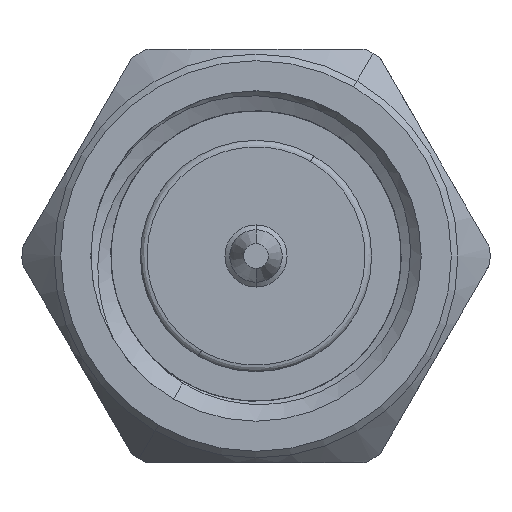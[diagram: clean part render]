
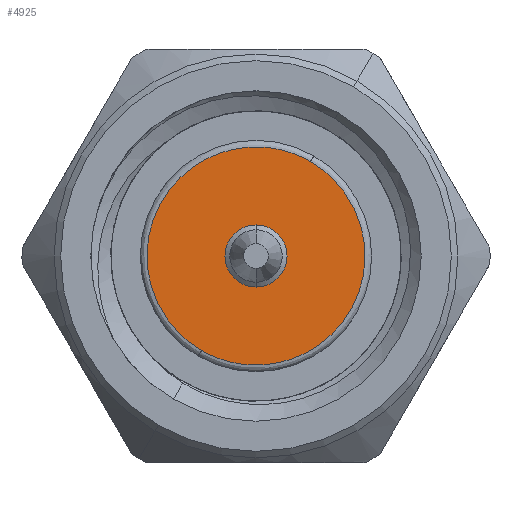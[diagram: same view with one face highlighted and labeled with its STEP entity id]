
A CAD part, left-side view. The second image highlights one B-rep face of the part: STEP entity #4925.
In plain terms, the highlighted planar face has unit normal (-1, 0, 0).
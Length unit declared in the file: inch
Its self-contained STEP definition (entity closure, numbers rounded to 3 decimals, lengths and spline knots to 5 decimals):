
#20 = PLANE ( 'NONE',  #600 ) ;
#262 = CIRCLE ( 'NONE', #4471, 0.0235 ) ;
#331 =( BOUNDED_CURVE ( )  B_SPLINE_CURVE ( 3, ( #1804, #3469, #5152, #4203 ),
 .UNSPECIFIED., .F., .F. ) 
 B_SPLINE_CURVE_WITH_KNOTS ( ( 4, 4 ),
 ( 0., 1. ),
 .UNSPECIFIED. ) 
 CURVE ( )  GEOMETRIC_REPRESENTATION_ITEM ( )  RATIONAL_B_SPLINE_CURVE ( ( 1., 0.333, 0.333, 1. ) ) 
 REPRESENTATION_ITEM ( '' )  );
#467 = EDGE_CURVE ( 'NONE', #2383, #2095, #4116, .T. ) ;
#600 = AXIS2_PLACEMENT_3D ( 'NONE', #2050, #5394, #3276 ) ;
#763 = EDGE_LOOP ( 'NONE', ( #5339, #4906 ) ) ;
#1368 = EDGE_CURVE ( 'NONE', #2095, #2383, #331, .T. ) ;
#1428 = DIRECTION ( 'NONE',  ( 0., 0.5, -0.866 ) ) ;
#1478 = CARTESIAN_POINT ( 'NONE',  ( 0.11, 0., 0. ) ) ;
#1512 = VERTEX_POINT ( 'NONE', #3614 ) ;
#1653 = CARTESIAN_POINT ( 'NONE',  ( 0.11, 0.04125, -0.07145 ) ) ;
#1716 = ORIENTED_EDGE ( 'NONE', *, *, #1909, .F. ) ;
#1804 = CARTESIAN_POINT ( 'NONE',  ( 0.11, 0.04125, -0.07145 ) ) ;
#1813 = CIRCLE ( 'NONE', #1993, 0.0235 ) ;
#1909 = EDGE_CURVE ( 'NONE', #1512, #3953, #262, .T. ) ;
#1993 = AXIS2_PLACEMENT_3D ( 'NONE', #1478, #2277, #3951 ) ;
#2050 = CARTESIAN_POINT ( 'NONE',  ( 0.11, 0., 0. ) ) ;
#2095 = VERTEX_POINT ( 'NONE', #2429 ) ;
#2277 = DIRECTION ( 'NONE',  ( -1., 0., 0. ) ) ;
#2383 = VERTEX_POINT ( 'NONE', #4297 ) ;
#2429 = CARTESIAN_POINT ( 'NONE',  ( 0.11, 0.04125, -0.07145 ) ) ;
#2553 = CARTESIAN_POINT ( 'NONE',  ( 0.11, 0., 0.0235 ) ) ;
#2614 = CARTESIAN_POINT ( 'NONE',  ( 0.11, 0., 0. ) ) ;
#2698 = DIRECTION ( 'NONE',  ( -1., 0., 0. ) ) ;
#2703 = CARTESIAN_POINT ( 'NONE',  ( 0.11, -0.04125, 0.07145 ) ) ;
#2833 = CARTESIAN_POINT ( 'NONE',  ( 0.11, -0.10164, -0.15395 ) ) ;
#2838 = FACE_OUTER_BOUND ( 'NONE', #763, .T. ) ;
#3276 = DIRECTION ( 'NONE',  ( 0., 1., 0. ) ) ;
#3469 = CARTESIAN_POINT ( 'NONE',  ( 0.11, 0.18414, 0.01105 ) ) ;
#3614 = CARTESIAN_POINT ( 'NONE',  ( 0.11, 0., -0.0235 ) ) ;
#3652 = EDGE_CURVE ( 'NONE', #3953, #1512, #1813, .T. ) ;
#3951 = DIRECTION ( 'NONE',  ( 0., 0.5, -0.866 ) ) ;
#3953 = VERTEX_POINT ( 'NONE', #2553 ) ;
#4073 = EDGE_LOOP ( 'NONE', ( #1716, #4802 ) ) ;
#4116 =( BOUNDED_CURVE ( )  B_SPLINE_CURVE ( 3, ( #2703, #4373, #2833, #1653 ),
 .UNSPECIFIED., .F., .F. ) 
 B_SPLINE_CURVE_WITH_KNOTS ( ( 4, 4 ),
 ( 0., 1. ),
 .UNSPECIFIED. ) 
 CURVE ( )  GEOMETRIC_REPRESENTATION_ITEM ( )  RATIONAL_B_SPLINE_CURVE ( ( 1., 0.333, 0.333, 1. ) ) 
 REPRESENTATION_ITEM ( '' )  );
#4203 = CARTESIAN_POINT ( 'NONE',  ( 0.11, -0.04125, 0.07145 ) ) ;
#4297 = CARTESIAN_POINT ( 'NONE',  ( 0.11, -0.04125, 0.07145 ) ) ;
#4373 = CARTESIAN_POINT ( 'NONE',  ( 0.11, -0.18414, -0.01105 ) ) ;
#4471 = AXIS2_PLACEMENT_3D ( 'NONE', #2614, #2698, #1428 ) ;
#4512 = FACE_BOUND ( 'NONE', #4073, .T. ) ;
#4802 = ORIENTED_EDGE ( 'NONE', *, *, #3652, .F. ) ;
#4906 = ORIENTED_EDGE ( 'NONE', *, *, #467, .F. ) ;
#4925 = ADVANCED_FACE ( 'NONE', ( #4512, #2838 ), #20, .F. ) ;
#5152 = CARTESIAN_POINT ( 'NONE',  ( 0.11, 0.10164, 0.15395 ) ) ;
#5339 = ORIENTED_EDGE ( 'NONE', *, *, #1368, .F. ) ;
#5394 = DIRECTION ( 'NONE',  ( 1., 0., 0. ) ) ;
